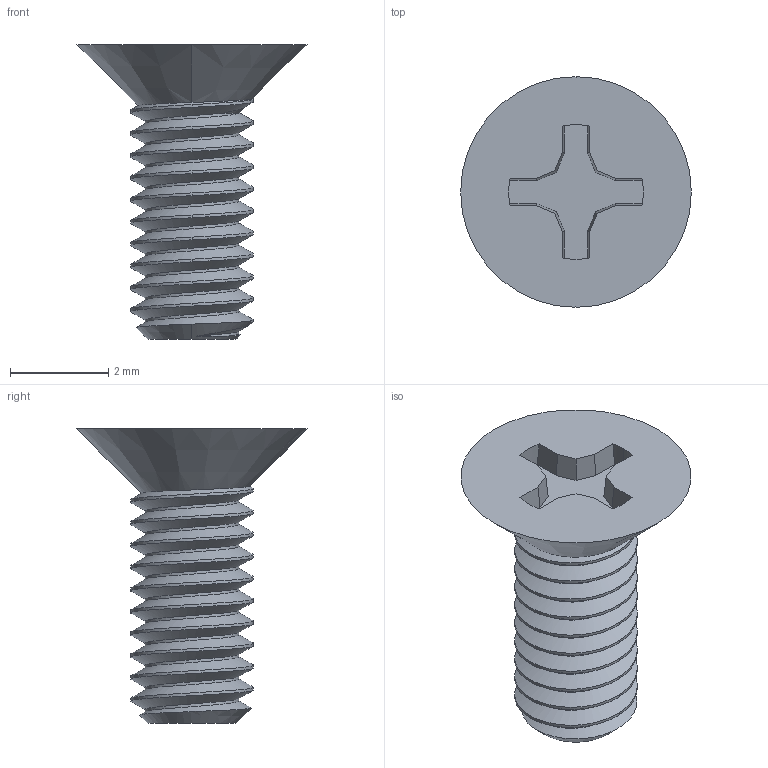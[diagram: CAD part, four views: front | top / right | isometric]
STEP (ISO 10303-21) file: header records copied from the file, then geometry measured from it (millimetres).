
FILE_DESCRIPTION (( 'STEP AP203' ), '1' );
FILE_NAME ('92010A016_Passivated 18-8 Stainless Steel Phillips Flat Head Screw.STEP', '2022-03-23T20:43:24', ( 'Administrator' ), ( 'Managed by Terraform' ), 'SwSTEP 2.0', 'SolidWorks 2017', '' );
FILE_SCHEMA (( 'CONFIG_CONTROL_DESIGN' ));
Length unit declared in the file: millimetre
Products named in the file (1): 92010A016_Passivated 18-8 Stainless Steel Phillips Flat Head Screw
Bounding box: 4.7 x 4.7 x 6 mm (x, y, z)
Volume: 29 mm3; surface area: 100.7 mm2
Topology: 1 solids, 1 shells, 54 faces, 153 edges, 102 vertices
Faces by surface type: cylinder 28, plane 19, cone 4, bspline 3
Entity records: 3211 total; most frequent: CARTESIAN_POINT 1895, ORIENTED_EDGE 306, DIRECTION 215, EDGE_CURVE 153, VERTEX_POINT 102, AXIS2_PLACEMENT_3D 72, LINE 71, VECTOR 71
